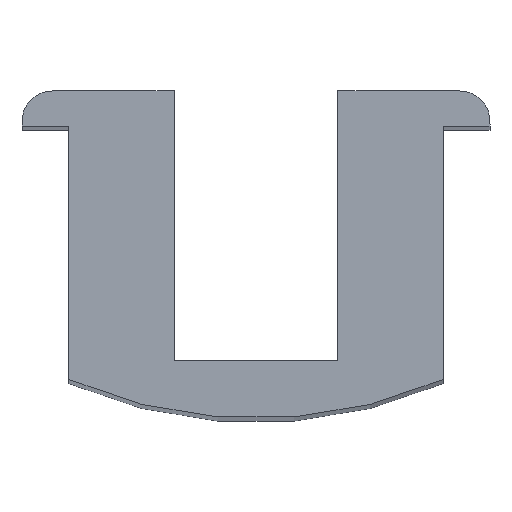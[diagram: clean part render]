
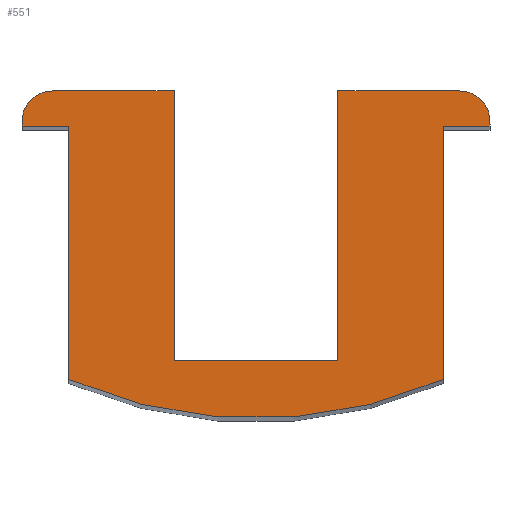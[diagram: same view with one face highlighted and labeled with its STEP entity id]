
A CAD part, top view. The second image highlights one B-rep face of the part: STEP entity #551.
In plain terms, the highlighted planar face has unit normal (0, 0, 1).
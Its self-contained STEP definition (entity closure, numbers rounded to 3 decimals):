
#27 = EDGE_CURVE ( 'NONE', #547, #548, #286, .T. ) ;
#31 = EDGE_CURVE ( 'NONE', #548, #549, #212, .T. ) ;
#35 = EDGE_CURVE ( 'NONE', #543, #387, #220, .T. ) ;
#36 = EDGE_CURVE ( 'NONE', #387, #388, #222, .T. ) ;
#41 = EDGE_CURVE ( 'NONE', #388, #389, #475, .T. ) ;
#45 = EDGE_CURVE ( 'NONE', #545, #342, #466, .T. ) ;
#49 = EDGE_CURVE ( 'NONE', #546, #547, #141, .T. ) ;
#50 = EDGE_CURVE ( 'NONE', #390, #391, #143, .T. ) ;
#51 = EDGE_CURVE ( 'NONE', #337, #546, #145, .T. ) ;
#52 = PLANE ( 'NONE',  #482 ) ;
#53 = CARTESIAN_POINT ( 'NONE',  ( -1., 1.25, 50. ) ) ;
#54 = DIRECTION ( 'NONE',  ( 0., 0., -1. ) ) ;
#55 = DIRECTION ( 'NONE',  ( -1., 0., 0. ) ) ;
#72 = LINE ( 'NONE', #168, #74 ) ;
#73 = CIRCLE ( 'NONE', #486, 10. ) ;
#74 = VECTOR ( 'NONE', #169, 1000. ) ;
#75 = FACE_OUTER_BOUND ( 'NONE', #206, .T. ) ;
#114 = CARTESIAN_POINT ( 'NONE',  ( 5.75, 1.25, 50. ) ) ;
#115 = DIRECTION ( 'NONE',  ( -1., 0., 0. ) ) ;
#116 = CARTESIAN_POINT ( 'NONE',  ( 8., 0., 50. ) ) ;
#117 = DIRECTION ( 'NONE',  ( 0., 1., 0. ) ) ;
#118 = CARTESIAN_POINT ( 'NONE',  ( 5.75, 7., 50. ) ) ;
#141 = LINE ( 'NONE', #114, #142 ) ;
#142 = VECTOR ( 'NONE', #115, 1000. ) ;
#143 = LINE ( 'NONE', #116, #144 ) ;
#144 = VECTOR ( 'NONE', #117, 1000. ) ;
#145 = LINE ( 'NONE', #118, #146 ) ;
#146 = VECTOR ( 'NONE', #399, 1000. ) ;
#149 = VECTOR ( 'NONE', #366, 1000. ) ;
#152 = LINE ( 'NONE', #449, #153 ) ;
#153 = VECTOR ( 'NONE', #450, 1000. ) ;
#165 = CARTESIAN_POINT ( 'NONE',  ( 4., 10., 50. ) ) ;
#166 = DIRECTION ( 'NONE',  ( 0., 0., 1. ) ) ;
#167 = DIRECTION ( 'NONE',  ( -1., 0., 0. ) ) ;
#168 = CARTESIAN_POINT ( 'NONE',  ( 9., 6.25, 50. ) ) ;
#169 = DIRECTION ( 'NONE',  ( 0., 1., 0. ) ) ;
#170 = CARTESIAN_POINT ( 'NONE',  ( -1., 6.35, 50. ) ) ;
#172 = CARTESIAN_POINT ( 'NONE',  ( 8.35, 7., 50. ) ) ;
#173 = CARTESIAN_POINT ( 'NONE',  ( 5.75, 1.25, 50. ) ) ;
#174 = CARTESIAN_POINT ( 'NONE',  ( 2.25, 1.25, 50. ) ) ;
#175 = CARTESIAN_POINT ( 'NONE',  ( 2.25, 7., 50. ) ) ;
#176 = CARTESIAN_POINT ( 'NONE',  ( -0.35, 7., 50. ) ) ;
#177 = ORIENTED_EDGE ( 'NONE', *, *, #498, .T. ) ;
#188 = ORIENTED_EDGE ( 'NONE', *, *, #49, .T. ) ;
#189 = ORIENTED_EDGE ( 'NONE', *, *, #27, .T. ) ;
#190 = ORIENTED_EDGE ( 'NONE', *, *, #31, .T. ) ;
#191 = ORIENTED_EDGE ( 'NONE', *, *, #485, .T. ) ;
#192 = ORIENTED_EDGE ( 'NONE', *, *, #35, .T. ) ;
#193 = ORIENTED_EDGE ( 'NONE', *, *, #36, .T. ) ;
#194 = ORIENTED_EDGE ( 'NONE', *, *, #41, .T. ) ;
#195 = ORIENTED_EDGE ( 'NONE', *, *, #511, .T. ) ;
#196 = ORIENTED_EDGE ( 'NONE', *, *, #50, .T. ) ;
#206 = EDGE_LOOP ( 'NONE', ( #526, #527, #528, #529, #188, #189, #190, #191, #192, #193, #194, #195, #196, #177 ) ) ;
#212 = LINE ( 'NONE', #278, #213 ) ;
#213 = VECTOR ( 'NONE', #279, 1000. ) ;
#220 = LINE ( 'NONE', #332, #221 ) ;
#221 = VECTOR ( 'NONE', #333, 1000. ) ;
#222 = LINE ( 'NONE', #227, #223 ) ;
#223 = VECTOR ( 'NONE', #228, 1000. ) ;
#227 = CARTESIAN_POINT ( 'NONE',  ( -1., 6.25, 50. ) ) ;
#228 = DIRECTION ( 'NONE',  ( 1., 0., 0. ) ) ;
#278 = CARTESIAN_POINT ( 'NONE',  ( 2.25, 7., 50. ) ) ;
#279 = DIRECTION ( 'NONE',  ( -1., 0., 0. ) ) ;
#286 = LINE ( 'NONE', #299, #287 ) ;
#287 = VECTOR ( 'NONE', #300, 1000. ) ;
#299 = CARTESIAN_POINT ( 'NONE',  ( 2.25, 1.25, 50. ) ) ;
#300 = DIRECTION ( 'NONE',  ( 0., 1., 0. ) ) ;
#332 = CARTESIAN_POINT ( 'NONE',  ( -1., 7., 50. ) ) ;
#333 = DIRECTION ( 'NONE',  ( 0., -1., 0. ) ) ;
#337 = VERTEX_POINT ( 'NONE', #422 ) ;
#338 = VERTEX_POINT ( 'NONE', #423 ) ;
#342 = VERTEX_POINT ( 'NONE', #427 ) ;
#345 = CARTESIAN_POINT ( 'NONE',  ( 0., 6.25, 50. ) ) ;
#346 = DIRECTION ( 'NONE',  ( 0., -1., 0. ) ) ;
#353 = CARTESIAN_POINT ( 'NONE',  ( 8.35, 6.35, 50. ) ) ;
#354 = DIRECTION ( 'NONE',  ( 0., 0., -1. ) ) ;
#355 = DIRECTION ( 'NONE',  ( -1., 0., 0. ) ) ;
#360 = CARTESIAN_POINT ( 'NONE',  ( -0.35, 6.35, 50. ) ) ;
#361 = DIRECTION ( 'NONE',  ( 0., 0., 1. ) ) ;
#362 = DIRECTION ( 'NONE',  ( 1., 0., 0. ) ) ;
#365 = CARTESIAN_POINT ( 'NONE',  ( 8., 6.25, 50. ) ) ;
#366 = DIRECTION ( 'NONE',  ( 1., 0., 0. ) ) ;
#387 = VERTEX_POINT ( 'NONE', #428 ) ;
#388 = VERTEX_POINT ( 'NONE', #451 ) ;
#389 = VERTEX_POINT ( 'NONE', #452 ) ;
#390 = VERTEX_POINT ( 'NONE', #453 ) ;
#391 = VERTEX_POINT ( 'NONE', #454 ) ;
#399 = DIRECTION ( 'NONE',  ( 0., -1., 0. ) ) ;
#414 = CIRCLE ( 'NONE', #512, 0.65 ) ;
#416 = LINE ( 'NONE', #365, #149 ) ;
#422 = CARTESIAN_POINT ( 'NONE',  ( 5.75, 7., 50. ) ) ;
#423 = CARTESIAN_POINT ( 'NONE',  ( 9., 6.25, 50. ) ) ;
#427 = CARTESIAN_POINT ( 'NONE',  ( 9., 6.35, 50. ) ) ;
#428 = CARTESIAN_POINT ( 'NONE',  ( -1., 6.25, 50. ) ) ;
#449 = CARTESIAN_POINT ( 'NONE',  ( 9., 7., 50. ) ) ;
#450 = DIRECTION ( 'NONE',  ( -1., 0., 0. ) ) ;
#451 = CARTESIAN_POINT ( 'NONE',  ( 0., 6.25, 50. ) ) ;
#452 = CARTESIAN_POINT ( 'NONE',  ( 0., 0.835, 50. ) ) ;
#453 = CARTESIAN_POINT ( 'NONE',  ( 8., 0.835, 50. ) ) ;
#454 = CARTESIAN_POINT ( 'NONE',  ( 8., 6.25, 50. ) ) ;
#466 = CIRCLE ( 'NONE', #510, 0.65 ) ;
#475 = LINE ( 'NONE', #345, #476 ) ;
#476 = VECTOR ( 'NONE', #346, 1000. ) ;
#482 = AXIS2_PLACEMENT_3D ( 'NONE', #53, #54, #55 ) ;
#485 = EDGE_CURVE ( 'NONE', #549, #543, #414, .T. ) ;
#486 = AXIS2_PLACEMENT_3D ( 'NONE', #165, #166, #167 ) ;
#498 = EDGE_CURVE ( 'NONE', #391, #338, #416, .T. ) ;
#502 = EDGE_CURVE ( 'NONE', #545, #337, #152, .T. ) ;
#510 = AXIS2_PLACEMENT_3D ( 'NONE', #353, #354, #355 ) ;
#511 = EDGE_CURVE ( 'NONE', #389, #390, #73, .T. ) ;
#512 = AXIS2_PLACEMENT_3D ( 'NONE', #360, #361, #362 ) ;
#513 = EDGE_CURVE ( 'NONE', #338, #342, #72, .T. ) ;
#526 = ORIENTED_EDGE ( 'NONE', *, *, #513, .T. ) ;
#527 = ORIENTED_EDGE ( 'NONE', *, *, #45, .F. ) ;
#528 = ORIENTED_EDGE ( 'NONE', *, *, #502, .T. ) ;
#529 = ORIENTED_EDGE ( 'NONE', *, *, #51, .T. ) ;
#543 = VERTEX_POINT ( 'NONE', #170 ) ;
#545 = VERTEX_POINT ( 'NONE', #172 ) ;
#546 = VERTEX_POINT ( 'NONE', #173 ) ;
#547 = VERTEX_POINT ( 'NONE', #174 ) ;
#548 = VERTEX_POINT ( 'NONE', #175 ) ;
#549 = VERTEX_POINT ( 'NONE', #176 ) ;
#551 = ADVANCED_FACE ( 'NONE', ( #75 ), #52, .F. ) ;
